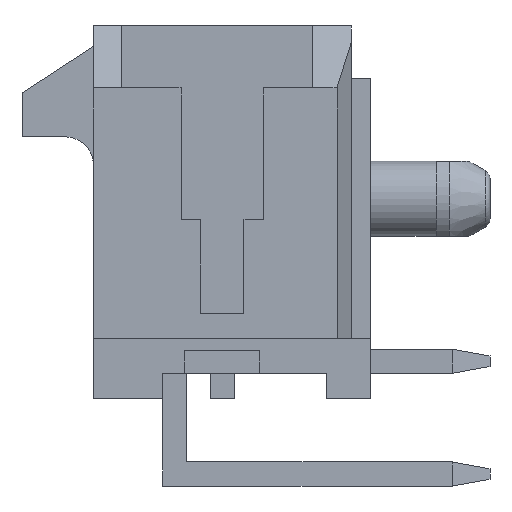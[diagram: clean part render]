
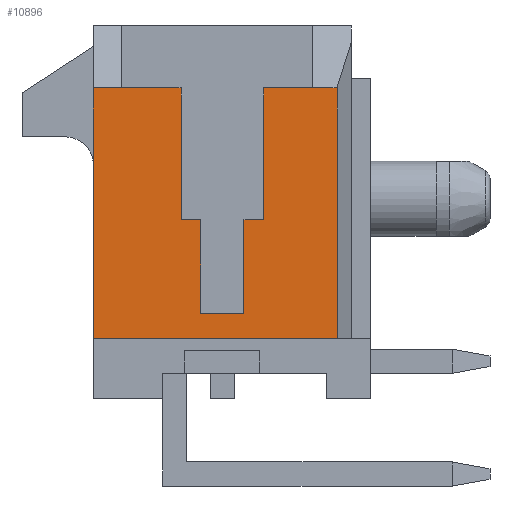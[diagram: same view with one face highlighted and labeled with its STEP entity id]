
A CAD part, left-side view. The second image highlights one B-rep face of the part: STEP entity #10896.
In plain terms, the highlighted planar face has unit normal (-1, 0, 0).
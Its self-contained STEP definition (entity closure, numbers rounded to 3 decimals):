
#195 = CARTESIAN_POINT ( 'NONE',  ( -7.825, -1.1, 3.305 ) ) ;
#292 = ORIENTED_EDGE ( 'NONE', *, *, #1773, .F. ) ;
#296 = CARTESIAN_POINT ( 'NONE',  ( -7.825, -2.41, 3.305 ) ) ;
#338 = CARTESIAN_POINT ( 'NONE',  ( -7.825, 0.575, -0.195 ) ) ;
#420 = ORIENTED_EDGE ( 'NONE', *, *, #5923, .T. ) ;
#549 = VECTOR ( 'NONE', #4795, 1000. ) ;
#1586 = VECTOR ( 'NONE', #2481, 1000. ) ;
#1590 = VERTEX_POINT ( 'NONE', #195 ) ;
#1615 = LINE ( 'NONE', #338, #9430 ) ;
#1637 = VECTOR ( 'NONE', #14823, 1000. ) ;
#1662 = ORIENTED_EDGE ( 'NONE', *, *, #10060, .F. ) ;
#1773 = EDGE_CURVE ( 'NONE', #9477, #9589, #7561, .T. ) ;
#1774 = VERTEX_POINT ( 'NONE', #14282 ) ;
#2016 = DIRECTION ( 'NONE',  ( 0., 0., 1. ) ) ;
#2083 = CARTESIAN_POINT ( 'NONE',  ( -7.825, -1.1, -0.195 ) ) ;
#2159 = LINE ( 'NONE', #9084, #14303 ) ;
#2166 = EDGE_CURVE ( 'NONE', #9589, #6099, #9923, .T. ) ;
#2180 = LINE ( 'NONE', #9027, #12832 ) ;
#2221 = VERTEX_POINT ( 'NONE', #4362 ) ;
#2378 = ORIENTED_EDGE ( 'NONE', *, *, #8219, .T. ) ;
#2481 = DIRECTION ( 'NONE',  ( 0., 0., 1. ) ) ;
#2842 = VECTOR ( 'NONE', #10992, 1000. ) ;
#2878 = VECTOR ( 'NONE', #12145, 1000. ) ;
#2885 = EDGE_CURVE ( 'NONE', #12220, #6426, #1615, .T. ) ;
#2920 = VECTOR ( 'NONE', #2016, 1000. ) ;
#3203 = CARTESIAN_POINT ( 'NONE',  ( -7.825, -2.41, 3.305 ) ) ;
#3373 = VERTEX_POINT ( 'NONE', #5279 ) ;
#3588 = LINE ( 'NONE', #8170, #549 ) ;
#3599 = DIRECTION ( 'NONE',  ( 0., 1., 0. ) ) ;
#3749 = CARTESIAN_POINT ( 'NONE',  ( -7.825, 1.1, 3.305 ) ) ;
#3944 = ORIENTED_EDGE ( 'NONE', *, *, #10872, .T. ) ;
#4027 = EDGE_CURVE ( 'NONE', #1590, #12346, #3588, .T. ) ;
#4043 = VECTOR ( 'NONE', #10806, 1000. ) ;
#4076 = CARTESIAN_POINT ( 'NONE',  ( -7.825, 1.1, 3.305 ) ) ;
#4098 = EDGE_LOOP ( 'NONE', ( #13312, #3944, #2378, #420, #10895, #1662, #11118, #9754, #8328, #292, #5077, #8805, #5379, #10681 ) ) ;
#4333 = DIRECTION ( 'NONE',  ( 0., -1., 0. ) ) ;
#4362 = CARTESIAN_POINT ( 'NONE',  ( -7.825, -0.575, -0.195 ) ) ;
#4795 = DIRECTION ( 'NONE',  ( 0., 0., -1. ) ) ;
#5077 = ORIENTED_EDGE ( 'NONE', *, *, #11917, .F. ) ;
#5279 = CARTESIAN_POINT ( 'NONE',  ( -7.825, -2.41, 3.305 ) ) ;
#5379 = ORIENTED_EDGE ( 'NONE', *, *, #10584, .T. ) ;
#5782 = VECTOR ( 'NONE', #5912, 1000. ) ;
#5869 = CARTESIAN_POINT ( 'NONE',  ( -7.825, 1.1, -0.195 ) ) ;
#5912 = DIRECTION ( 'NONE',  ( 0., 1., 0. ) ) ;
#5923 = EDGE_CURVE ( 'NONE', #13911, #12220, #8364, .T. ) ;
#6074 = VERTEX_POINT ( 'NONE', #4076 ) ;
#6099 = VERTEX_POINT ( 'NONE', #7676 ) ;
#6179 = DIRECTION ( 'NONE',  ( 0., 1., 0. ) ) ;
#6229 = LINE ( 'NONE', #3749, #4043 ) ;
#6426 = VERTEX_POINT ( 'NONE', #5869 ) ;
#6493 = EDGE_CURVE ( 'NONE', #3373, #11424, #13380, .T. ) ;
#6831 = FACE_OUTER_BOUND ( 'NONE', #4098, .T. ) ;
#7025 = LINE ( 'NONE', #11617, #5782 ) ;
#7309 = EDGE_CURVE ( 'NONE', #12346, #2221, #9987, .T. ) ;
#7532 = CARTESIAN_POINT ( 'NONE',  ( -7.825, -0.575, -2.695 ) ) ;
#7561 = LINE ( 'NONE', #10728, #2878 ) ;
#7612 = LINE ( 'NONE', #7532, #2842 ) ;
#7676 = CARTESIAN_POINT ( 'NONE',  ( -7.825, 3.43, 3.305 ) ) ;
#8170 = CARTESIAN_POINT ( 'NONE',  ( -7.825, -1.1, 3.305 ) ) ;
#8219 = EDGE_CURVE ( 'NONE', #1774, #13911, #7612, .T. ) ;
#8328 = ORIENTED_EDGE ( 'NONE', *, *, #2166, .F. ) ;
#8364 = LINE ( 'NONE', #10763, #1586 ) ;
#8571 = DIRECTION ( 'NONE',  ( 0., 0., -1. ) ) ;
#8714 = CARTESIAN_POINT ( 'NONE',  ( -7.825, -3.05, 3.305 ) ) ;
#8805 = ORIENTED_EDGE ( 'NONE', *, *, #6493, .F. ) ;
#8809 = CARTESIAN_POINT ( 'NONE',  ( -7.825, 3.43, -3.355 ) ) ;
#9027 = CARTESIAN_POINT ( 'NONE',  ( -7.825, 3.43, 3.305 ) ) ;
#9084 = CARTESIAN_POINT ( 'NONE',  ( -7.825, -0.575, -0.195 ) ) ;
#9430 = VECTOR ( 'NONE', #10569, 1000. ) ;
#9477 = VERTEX_POINT ( 'NONE', #12120 ) ;
#9589 = VERTEX_POINT ( 'NONE', #8809 ) ;
#9707 = VECTOR ( 'NONE', #6179, 1000. ) ;
#9754 = ORIENTED_EDGE ( 'NONE', *, *, #10527, .F. ) ;
#9776 = LINE ( 'NONE', #8714, #10451 ) ;
#9777 = CARTESIAN_POINT ( 'NONE',  ( -7.825, 3.43, -3.355 ) ) ;
#9923 = LINE ( 'NONE', #9777, #2920 ) ;
#9987 = LINE ( 'NONE', #2083, #1637 ) ;
#10060 = EDGE_CURVE ( 'NONE', #6074, #6426, #6229, .T. ) ;
#10451 = VECTOR ( 'NONE', #8571, 1000. ) ;
#10527 = EDGE_CURVE ( 'NONE', #6099, #14576, #2180, .T. ) ;
#10569 = DIRECTION ( 'NONE',  ( 0., 1., 0. ) ) ;
#10584 = EDGE_CURVE ( 'NONE', #3373, #1590, #13949, .T. ) ;
#10594 = CARTESIAN_POINT ( 'NONE',  ( -7.825, 0.575, -0.195 ) ) ;
#10631 = CARTESIAN_POINT ( 'NONE',  ( -7.825, -3.05, 3.305 ) ) ;
#10681 = ORIENTED_EDGE ( 'NONE', *, *, #4027, .T. ) ;
#10728 = CARTESIAN_POINT ( 'NONE',  ( -7.825, -3.05, -3.355 ) ) ;
#10763 = CARTESIAN_POINT ( 'NONE',  ( -7.825, 0.575, -2.695 ) ) ;
#10806 = DIRECTION ( 'NONE',  ( 0., 0., -1. ) ) ;
#10872 = EDGE_CURVE ( 'NONE', #2221, #1774, #2159, .T. ) ;
#10895 = ORIENTED_EDGE ( 'NONE', *, *, #2885, .T. ) ;
#10896 = ADVANCED_FACE ( 'NONE', ( #6831 ), #11425, .F. ) ;
#10992 = DIRECTION ( 'NONE',  ( 0., 1., 0. ) ) ;
#11118 = ORIENTED_EDGE ( 'NONE', *, *, #13981, .T. ) ;
#11263 = CARTESIAN_POINT ( 'NONE',  ( -7.825, -1.1, -0.195 ) ) ;
#11284 = CARTESIAN_POINT ( 'NONE',  ( -7.825, 2.68, 3.305 ) ) ;
#11424 = VERTEX_POINT ( 'NONE', #10631 ) ;
#11425 = PLANE ( 'NONE',  #13577 ) ;
#11498 = DIRECTION ( 'NONE',  ( 0., 0., -1. ) ) ;
#11569 = CARTESIAN_POINT ( 'NONE',  ( -7.825, 0., 0. ) ) ;
#11617 = CARTESIAN_POINT ( 'NONE',  ( -7.825, 1.1, 3.305 ) ) ;
#11866 = DIRECTION ( 'NONE',  ( 1., 0., 0. ) ) ;
#11917 = EDGE_CURVE ( 'NONE', #11424, #9477, #9776, .T. ) ;
#12120 = CARTESIAN_POINT ( 'NONE',  ( -7.825, -3.05, -3.355 ) ) ;
#12145 = DIRECTION ( 'NONE',  ( 0., 1., 0. ) ) ;
#12220 = VERTEX_POINT ( 'NONE', #10594 ) ;
#12346 = VERTEX_POINT ( 'NONE', #11263 ) ;
#12832 = VECTOR ( 'NONE', #14694, 1000. ) ;
#13312 = ORIENTED_EDGE ( 'NONE', *, *, #7309, .T. ) ;
#13380 = LINE ( 'NONE', #3203, #14311 ) ;
#13577 = AXIS2_PLACEMENT_3D ( 'NONE', #11569, #11866, #3599 ) ;
#13911 = VERTEX_POINT ( 'NONE', #14271 ) ;
#13949 = LINE ( 'NONE', #296, #9707 ) ;
#13981 = EDGE_CURVE ( 'NONE', #6074, #14576, #7025, .T. ) ;
#14271 = CARTESIAN_POINT ( 'NONE',  ( -7.825, 0.575, -2.695 ) ) ;
#14282 = CARTESIAN_POINT ( 'NONE',  ( -7.825, -0.575, -2.695 ) ) ;
#14303 = VECTOR ( 'NONE', #11498, 1000. ) ;
#14311 = VECTOR ( 'NONE', #4333, 1000. ) ;
#14576 = VERTEX_POINT ( 'NONE', #11284 ) ;
#14694 = DIRECTION ( 'NONE',  ( 0., -1., 0. ) ) ;
#14823 = DIRECTION ( 'NONE',  ( 0., 1., 0. ) ) ;
